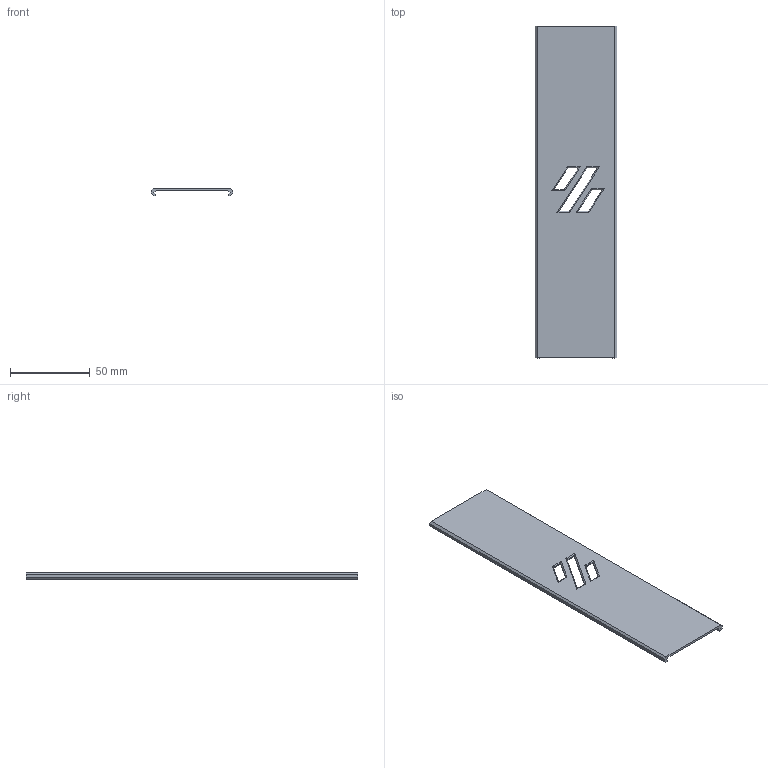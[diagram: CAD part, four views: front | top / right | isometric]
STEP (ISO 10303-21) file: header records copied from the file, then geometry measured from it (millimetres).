
FILE_DESCRIPTION(/* description */ (''),/* implementation_level */ '2;1');
FILE_NAME(/* name */ 'cover_duct_208.step',/* time_stamp */ '2022-04-07T19:08:09+02:00',/* author */ (''),/* organization */ (''),/* preprocessor_version */ 'ST-DEVELOPER v18.1',/* originating_system */ 'Autodesk Translation Framework v10.14.0.1471',/* authorisation */ '');
FILE_SCHEMA (('AUTOMOTIVE_DESIGN { 1 0 10303 214 3 1 1 }'));
Length unit declared in the file: millimetre
Products named in the file (1): Sans nom
Bounding box: 51 x 208 x 4.4 mm (x, y, z)
Surface area: 23470.8 mm2 (no closed solid volume)
Topology: 0 solids, 1 shells, 45 faces, 151 edges, 108 vertices
Faces by surface type: plane 33, cylinder 12
Entity records: 4034 total; most frequent: CARTESIAN_POINT 839, ORIENTED_EDGE 702, DIRECTION 455, VERTEX_POINT 442, EDGE_CURVE 351, LINE 339, VECTOR 339, EDGE_LOOP 185
